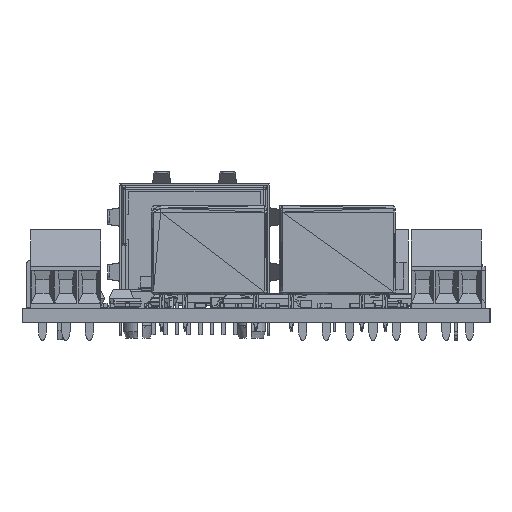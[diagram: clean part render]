
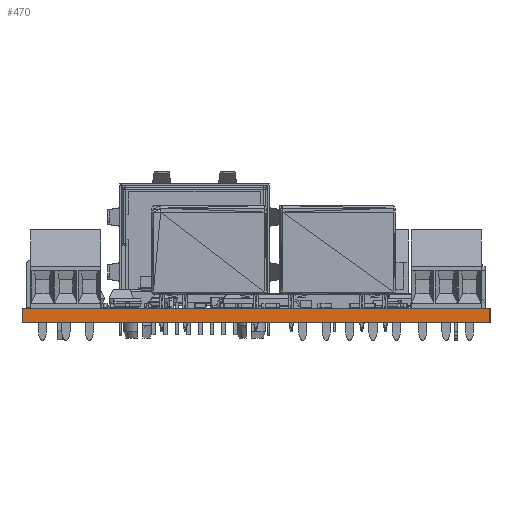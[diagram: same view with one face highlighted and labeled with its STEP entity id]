
A CAD part, left-side view. The second image highlights one B-rep face of the part: STEP entity #470.
In plain terms, the highlighted planar face has unit normal (-1, 0, 0).
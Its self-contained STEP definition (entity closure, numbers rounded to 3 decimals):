
#372 = EDGE_CURVE('',#373,#375,#377,.T.);
#373 = VERTEX_POINT('',#374);
#374 = CARTESIAN_POINT('',(-7.938,0.,0.));
#375 = VERTEX_POINT('',#376);
#376 = CARTESIAN_POINT('',(-7.938,0.,-1.575));
#377 = LINE('',#378,#379);
#378 = CARTESIAN_POINT('',(-7.938,0.,0.));
#379 = VECTOR('',#380,1.);
#380 = DIRECTION('',(0.,0.,-1.));
#445 = VERTEX_POINT('',#446);
#446 = CARTESIAN_POINT('',(-7.938,50.8,-1.575));
#452 = EDGE_CURVE('',#453,#445,#455,.T.);
#453 = VERTEX_POINT('',#454);
#454 = CARTESIAN_POINT('',(-7.938,50.8,0.));
#455 = LINE('',#456,#457);
#456 = CARTESIAN_POINT('',(-7.938,50.8,0.));
#457 = VECTOR('',#458,1.);
#458 = DIRECTION('',(0.,0.,-1.));
#470 = ADVANCED_FACE('',(#471),#487,.T.);
#471 = FACE_BOUND('',#472,.T.);
#472 = EDGE_LOOP('',(#473,#474,#480,#481));
#473 = ORIENTED_EDGE('',*,*,#452,.T.);
#474 = ORIENTED_EDGE('',*,*,#475,.T.);
#475 = EDGE_CURVE('',#445,#375,#476,.T.);
#476 = LINE('',#477,#478);
#477 = CARTESIAN_POINT('',(-7.938,50.8,-1.575));
#478 = VECTOR('',#479,1.);
#479 = DIRECTION('',(0.,-1.,0.));
#480 = ORIENTED_EDGE('',*,*,#372,.F.);
#481 = ORIENTED_EDGE('',*,*,#482,.F.);
#482 = EDGE_CURVE('',#453,#373,#483,.T.);
#483 = LINE('',#484,#485);
#484 = CARTESIAN_POINT('',(-7.938,50.8,0.));
#485 = VECTOR('',#486,1.);
#486 = DIRECTION('',(0.,-1.,0.));
#487 = PLANE('',#488);
#488 = AXIS2_PLACEMENT_3D('',#489,#490,#491);
#489 = CARTESIAN_POINT('',(-7.938,50.8,0.));
#490 = DIRECTION('',(-1.,0.,0.));
#491 = DIRECTION('',(0.,-1.,0.));
